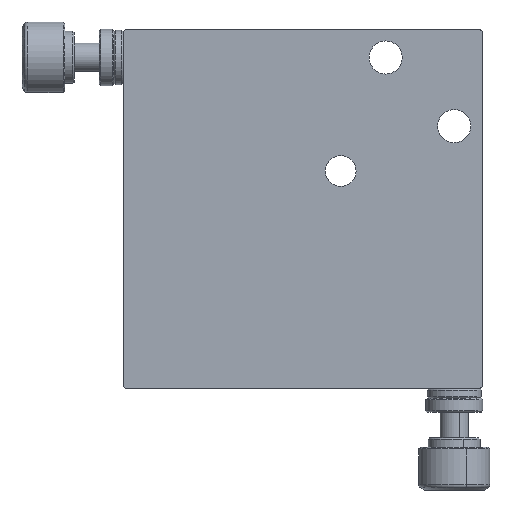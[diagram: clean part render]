
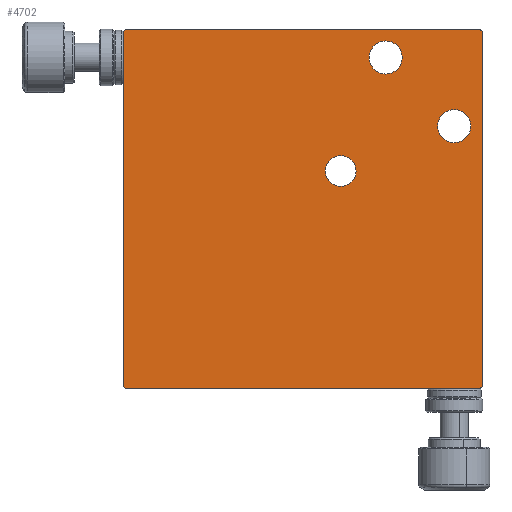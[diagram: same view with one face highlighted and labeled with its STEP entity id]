
A CAD part, front view. The second image highlights one B-rep face of the part: STEP entity #4702.
In plain terms, the highlighted planar face has unit normal (0, -1, 0).
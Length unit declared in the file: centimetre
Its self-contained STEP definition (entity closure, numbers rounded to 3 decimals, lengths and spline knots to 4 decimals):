
#180 = CARTESIAN_POINT ( 'NONE',  ( 3.8, 0., -3.7 ) ) ;
#235 = CIRCLE ( 'NONE', #13007, 0.35 ) ;
#399 = DIRECTION ( 'NONE',  ( 0., 0., 1. ) ) ;
#426 = DIRECTION ( 'NONE',  ( 0., 1., 0. ) ) ;
#451 = CARTESIAN_POINT ( 'NONE',  ( 0.8, 0., 0.8 ) ) ;
#749 = EDGE_CURVE ( 'NONE', #20883, #20357, #17951, .T. ) ;
#1188 = VERTEX_POINT ( 'NONE', #5252 ) ;
#1303 = DIRECTION ( 'NONE',  ( 0., 0., 1. ) ) ;
#1310 = DIRECTION ( 'NONE',  ( 0., -1., 0. ) ) ;
#1852 = CIRCLE ( 'NONE', #18534, 0.1 ) ;
#2054 = CARTESIAN_POINT ( 'NONE',  ( -3.7, 0., -3.7 ) ) ;
#2179 = CARTESIAN_POINT ( 'NONE',  ( -3.8, 0., -3.7 ) ) ;
#2621 = VECTOR ( 'NONE', #21228, 100. ) ;
#2772 = LINE ( 'NONE', #21260, #2621 ) ;
#3461 = DIRECTION ( 'NONE',  ( 0., 0., 1. ) ) ;
#3490 = DIRECTION ( 'NONE',  ( 0., -1., 0. ) ) ;
#3497 = CARTESIAN_POINT ( 'NONE',  ( 3.7, 0., -3.7 ) ) ;
#3866 = CIRCLE ( 'NONE', #11039, 0.35 ) ;
#4109 = VERTEX_POINT ( 'NONE', #5144 ) ;
#4137 = FACE_OUTER_BOUND ( 'NONE', #5875, .T. ) ;
#4142 = FACE_BOUND ( 'NONE', #13335, .T. ) ;
#4160 = CARTESIAN_POINT ( 'NONE',  ( 1.75, 0., 3.55 ) ) ;
#4177 = FACE_BOUND ( 'NONE', #8565, .T. ) ;
#4377 = CARTESIAN_POINT ( 'NONE',  ( -3.7, 0., -3.8 ) ) ;
#4402 = AXIS2_PLACEMENT_3D ( 'NONE', #451, #426, #399 ) ;
#4447 = FACE_BOUND ( 'NONE', #13287, .T. ) ;
#4702 = ADVANCED_FACE ( 'NONE', ( #4142, #4177, #4447, #4137 ), #17846, .F. ) ;
#4711 = CARTESIAN_POINT ( 'NONE',  ( 3.7, 0., -3.8 ) ) ;
#4767 = EDGE_CURVE ( 'NONE', #20357, #20883, #3866, .T. ) ;
#5144 = CARTESIAN_POINT ( 'NONE',  ( -3.7, 0., 3.8 ) ) ;
#5252 = CARTESIAN_POINT ( 'NONE',  ( 0.8, 0., 1.125 ) ) ;
#5424 = EDGE_CURVE ( 'NONE', #20086, #20835, #1852, .T. ) ;
#5705 = CIRCLE ( 'NONE', #15198, 0.35 ) ;
#5737 = VERTEX_POINT ( 'NONE', #2179 ) ;
#5875 = EDGE_LOOP ( 'NONE', ( #17608, #17649, #17814, #18029, #18078, #18221, #18599, #18623 ) ) ;
#6532 = VERTEX_POINT ( 'NONE', #13049 ) ;
#6728 = DIRECTION ( 'NONE',  ( 0., 0., 1. ) ) ;
#6766 = DIRECTION ( 'NONE',  ( 0., -1., 0. ) ) ;
#6784 = CARTESIAN_POINT ( 'NONE',  ( 3.7, 0., 3.7 ) ) ;
#6789 = EDGE_CURVE ( 'NONE', #4109, #20835, #21338, .T. ) ;
#7157 = CARTESIAN_POINT ( 'NONE',  ( 1.75, 0., 2.85 ) ) ;
#7325 = VERTEX_POINT ( 'NONE', #4377 ) ;
#7877 = CARTESIAN_POINT ( 'NONE',  ( -3.8, 0., 3.8 ) ) ;
#7905 = DIRECTION ( 'NONE',  ( 1., 0., 0. ) ) ;
#8275 = VERTEX_POINT ( 'NONE', #4160 ) ;
#8524 = EDGE_CURVE ( 'NONE', #1188, #6532, #12837, .T. ) ;
#8565 = EDGE_LOOP ( 'NONE', ( #17248, #17269 ) ) ;
#9657 = DIRECTION ( 'NONE',  ( 0., 0., 1. ) ) ;
#9675 = DIRECTION ( 'NONE',  ( 0., -1., 0. ) ) ;
#9701 = AXIS2_PLACEMENT_3D ( 'NONE', #18089, #17771, #17766 ) ;
#9707 = CARTESIAN_POINT ( 'NONE',  ( -3.7, 0., 3.7 ) ) ;
#9965 = VERTEX_POINT ( 'NONE', #4711 ) ;
#10173 = DIRECTION ( 'NONE',  ( -1., 0., 0. ) ) ;
#10248 = CARTESIAN_POINT ( 'NONE',  ( -3.8, 0., -3.8 ) ) ;
#11039 = AXIS2_PLACEMENT_3D ( 'NONE', #15930, #15925, #15904 ) ;
#11127 = EDGE_CURVE ( 'NONE', #5737, #22291, #2772, .T. ) ;
#11771 = AXIS2_PLACEMENT_3D ( 'NONE', #9707, #9675, #9657 ) ;
#12025 = DIRECTION ( 'NONE',  ( 0., 0., 1. ) ) ;
#12123 = DIRECTION ( 'NONE',  ( 0., 1., 0. ) ) ;
#12209 = EDGE_CURVE ( 'NONE', #9965, #19965, #25243, .T. ) ;
#12212 = CARTESIAN_POINT ( 'NONE',  ( 1.75, 0., 3.2 ) ) ;
#12485 = DIRECTION ( 'NONE',  ( 0., 0., 1. ) ) ;
#12504 = CIRCLE ( 'NONE', #17307, 0.325 ) ;
#12527 = DIRECTION ( 'NONE',  ( 0., 1., 0. ) ) ;
#12560 = CARTESIAN_POINT ( 'NONE',  ( 3.2, 0., 1.75 ) ) ;
#12751 = CARTESIAN_POINT ( 'NONE',  ( 3.2, 0., 1.4 ) ) ;
#12837 = CIRCLE ( 'NONE', #4402, 0.325 ) ;
#13007 = AXIS2_PLACEMENT_3D ( 'NONE', #12212, #12123, #12025 ) ;
#13049 = CARTESIAN_POINT ( 'NONE',  ( 0.8, 0., 0.475 ) ) ;
#13287 = EDGE_LOOP ( 'NONE', ( #17348, #17373 ) ) ;
#13335 = EDGE_LOOP ( 'NONE', ( #17027, #17217 ) ) ;
#14282 = CIRCLE ( 'NONE', #11771, 0.1 ) ;
#14294 = AXIS2_PLACEMENT_3D ( 'NONE', #2054, #1310, #1303 ) ;
#15198 = AXIS2_PLACEMENT_3D ( 'NONE', #21175, #21160, #21154 ) ;
#15264 = VECTOR ( 'NONE', #10173, 100. ) ;
#15526 = LINE ( 'NONE', #10248, #15264 ) ;
#15904 = DIRECTION ( 'NONE',  ( 0., 0., 1. ) ) ;
#15925 = DIRECTION ( 'NONE',  ( 0., 1., 0. ) ) ;
#15930 = CARTESIAN_POINT ( 'NONE',  ( 3.2, 0., 1.75 ) ) ;
#16683 = EDGE_CURVE ( 'NONE', #6532, #1188, #12504, .T. ) ;
#17027 = ORIENTED_EDGE ( 'NONE', *, *, #749, .T. ) ;
#17190 = CARTESIAN_POINT ( 'NONE',  ( 3.8, 0., 3.7 ) ) ;
#17217 = ORIENTED_EDGE ( 'NONE', *, *, #4767, .T. ) ;
#17229 = AXIS2_PLACEMENT_3D ( 'NONE', #12560, #12527, #12485 ) ;
#17248 = ORIENTED_EDGE ( 'NONE', *, *, #22357, .T. ) ;
#17269 = ORIENTED_EDGE ( 'NONE', *, *, #20361, .T. ) ;
#17307 = AXIS2_PLACEMENT_3D ( 'NONE', #24264, #24257, #24210 ) ;
#17348 = ORIENTED_EDGE ( 'NONE', *, *, #8524, .T. ) ;
#17373 = ORIENTED_EDGE ( 'NONE', *, *, #16683, .T. ) ;
#17608 = ORIENTED_EDGE ( 'NONE', *, *, #11127, .F. ) ;
#17649 = ORIENTED_EDGE ( 'NONE', *, *, #21913, .T. ) ;
#17766 = DIRECTION ( 'NONE',  ( 0., 0., 1. ) ) ;
#17771 = DIRECTION ( 'NONE',  ( 0., 1., 0. ) ) ;
#17814 = ORIENTED_EDGE ( 'NONE', *, *, #25840, .F. ) ;
#17846 = PLANE ( 'NONE',  #9701 ) ;
#17951 = CIRCLE ( 'NONE', #17229, 0.35 ) ;
#18029 = ORIENTED_EDGE ( 'NONE', *, *, #12209, .T. ) ;
#18078 = ORIENTED_EDGE ( 'NONE', *, *, #24789, .F. ) ;
#18089 = CARTESIAN_POINT ( 'NONE',  ( -3.8, 0., 3.8 ) ) ;
#18221 = ORIENTED_EDGE ( 'NONE', *, *, #5424, .T. ) ;
#18224 = CIRCLE ( 'NONE', #14294, 0.1 ) ;
#18534 = AXIS2_PLACEMENT_3D ( 'NONE', #6784, #6766, #6728 ) ;
#18599 = ORIENTED_EDGE ( 'NONE', *, *, #6789, .F. ) ;
#18623 = ORIENTED_EDGE ( 'NONE', *, *, #22928, .T. ) ;
#19486 = AXIS2_PLACEMENT_3D ( 'NONE', #3497, #3490, #3461 ) ;
#19965 = VERTEX_POINT ( 'NONE', #180 ) ;
#20086 = VERTEX_POINT ( 'NONE', #17190 ) ;
#20250 = CARTESIAN_POINT ( 'NONE',  ( 3.2, 0., 2.1 ) ) ;
#20357 = VERTEX_POINT ( 'NONE', #12751 ) ;
#20361 = EDGE_CURVE ( 'NONE', #24166, #8275, #235, .T. ) ;
#20835 = VERTEX_POINT ( 'NONE', #22078 ) ;
#20883 = VERTEX_POINT ( 'NONE', #20250 ) ;
#21154 = DIRECTION ( 'NONE',  ( 0., 0., 1. ) ) ;
#21160 = DIRECTION ( 'NONE',  ( 0., 1., 0. ) ) ;
#21175 = CARTESIAN_POINT ( 'NONE',  ( 1.75, 0., 3.2 ) ) ;
#21195 = VECTOR ( 'NONE', #7905, 100. ) ;
#21228 = DIRECTION ( 'NONE',  ( 0., 0., 1. ) ) ;
#21260 = CARTESIAN_POINT ( 'NONE',  ( -3.8, 0., -3.8 ) ) ;
#21338 = LINE ( 'NONE', #7877, #21195 ) ;
#21913 = EDGE_CURVE ( 'NONE', #5737, #7325, #18224, .T. ) ;
#22078 = CARTESIAN_POINT ( 'NONE',  ( 3.7, 0., 3.8 ) ) ;
#22146 = CARTESIAN_POINT ( 'NONE',  ( -3.8, 0., 3.7 ) ) ;
#22291 = VERTEX_POINT ( 'NONE', #22146 ) ;
#22357 = EDGE_CURVE ( 'NONE', #8275, #24166, #5705, .T. ) ;
#22928 = EDGE_CURVE ( 'NONE', #4109, #22291, #14282, .T. ) ;
#23902 = VECTOR ( 'NONE', #25501, 100. ) ;
#23927 = LINE ( 'NONE', #25719, #23902 ) ;
#24166 = VERTEX_POINT ( 'NONE', #7157 ) ;
#24210 = DIRECTION ( 'NONE',  ( 0., 0., 1. ) ) ;
#24257 = DIRECTION ( 'NONE',  ( 0., 1., 0. ) ) ;
#24264 = CARTESIAN_POINT ( 'NONE',  ( 0.8, 0., 0.8 ) ) ;
#24789 = EDGE_CURVE ( 'NONE', #20086, #19965, #23927, .T. ) ;
#25243 = CIRCLE ( 'NONE', #19486, 0.1 ) ;
#25501 = DIRECTION ( 'NONE',  ( 0., 0., -1. ) ) ;
#25719 = CARTESIAN_POINT ( 'NONE',  ( 3.8, 0., -3.8 ) ) ;
#25840 = EDGE_CURVE ( 'NONE', #9965, #7325, #15526, .T. ) ;
